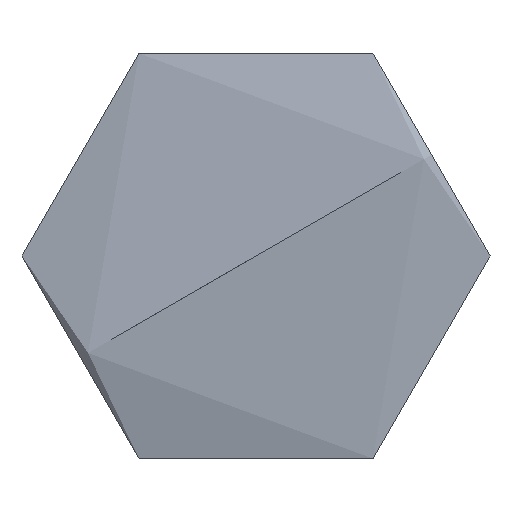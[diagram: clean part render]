
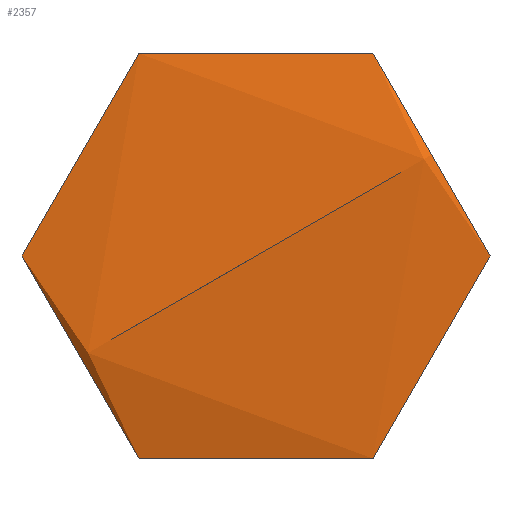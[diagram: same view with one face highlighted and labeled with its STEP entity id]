
A CAD part, left-side view. The second image highlights one B-rep face of the part: STEP entity #2357.
In plain terms, the highlighted free-form (B-spline) face has degree [1, 2] with [2, 9] control points.
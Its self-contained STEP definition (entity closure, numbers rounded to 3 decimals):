
#1859 = VERTEX_POINT('',#1860);
#1860 = CARTESIAN_POINT('',(35.,3.992,20.207));
#1865 = EDGE_CURVE('',#1866,#1859,#1868,.T.);
#1866 = VERTEX_POINT('',#1867);
#1867 = CARTESIAN_POINT('',(35.,3.992,-20.207));
#1868 = ( BOUNDED_CURVE() B_SPLINE_CURVE(2,(#1869,#1870,#1871),
.UNSPECIFIED.,.F.,.F.) B_SPLINE_CURVE_WITH_KNOTS((3,3),(
0.015,4.11),.PIECEWISE_BEZIER_KNOTS.) CURVE() 
GEOMETRIC_REPRESENTATION_ITEM() RATIONAL_B_SPLINE_CURVE((1.001,
1.156,1.001)) REPRESENTATION_ITEM('') );
#1869 = CARTESIAN_POINT('',(35.,3.992,-20.207));
#1870 = CARTESIAN_POINT('',(35.,-1.841,0.));
#1871 = CARTESIAN_POINT('',(35.,3.992,20.207));
#1895 = EDGE_CURVE('',#1896,#1866,#1898,.T.);
#1896 = VERTEX_POINT('',#1897);
#1897 = CARTESIAN_POINT('',(0.,3.992,
    -40.415));
#1898 = ( BOUNDED_CURVE() B_SPLINE_CURVE(2,(#1899,#1900,#1901),
.UNSPECIFIED.,.F.,.F.) B_SPLINE_CURVE_WITH_KNOTS((3,3),(
0.015,4.11),.PIECEWISE_BEZIER_KNOTS.) CURVE() 
GEOMETRIC_REPRESENTATION_ITEM() RATIONAL_B_SPLINE_CURVE((1.001,
1.156,1.001)) REPRESENTATION_ITEM('') );
#1899 = CARTESIAN_POINT('',(0.,3.992,
    -40.415));
#1900 = CARTESIAN_POINT('',(17.5,-1.841,
    -30.311));
#1901 = CARTESIAN_POINT('',(35.,3.992,-20.207));
#1925 = EDGE_CURVE('',#1926,#1896,#1928,.T.);
#1926 = VERTEX_POINT('',#1927);
#1927 = CARTESIAN_POINT('',(-35.,3.992,-20.207));
#1928 = ( BOUNDED_CURVE() B_SPLINE_CURVE(2,(#1929,#1930,#1931),
.UNSPECIFIED.,.F.,.F.) B_SPLINE_CURVE_WITH_KNOTS((3,3),(
0.015,4.11),.PIECEWISE_BEZIER_KNOTS.) CURVE() 
GEOMETRIC_REPRESENTATION_ITEM() RATIONAL_B_SPLINE_CURVE((1.001,
1.156,1.001)) REPRESENTATION_ITEM('') );
#1929 = CARTESIAN_POINT('',(-35.,3.992,-20.207));
#1930 = CARTESIAN_POINT('',(-17.5,-1.841,
    -30.311));
#1931 = CARTESIAN_POINT('',(0.,3.992,
    -40.415));
#1955 = VERTEX_POINT('',#1956);
#1956 = CARTESIAN_POINT('',(0.,3.992,
    40.415));
#1961 = EDGE_CURVE('',#1859,#1955,#1962,.T.);
#1962 = ( BOUNDED_CURVE() B_SPLINE_CURVE(2,(#1963,#1964,#1965),
.UNSPECIFIED.,.F.,.F.) B_SPLINE_CURVE_WITH_KNOTS((3,3),(
0.015,4.11),.PIECEWISE_BEZIER_KNOTS.) CURVE() 
GEOMETRIC_REPRESENTATION_ITEM() RATIONAL_B_SPLINE_CURVE((1.001,
1.156,1.001)) REPRESENTATION_ITEM('') );
#1963 = CARTESIAN_POINT('',(35.,3.992,20.207));
#1964 = CARTESIAN_POINT('',(17.5,-1.841,
    30.311));
#1965 = CARTESIAN_POINT('',(0.,3.992,
    40.415));
#1985 = EDGE_CURVE('',#1986,#1926,#1988,.T.);
#1986 = VERTEX_POINT('',#1987);
#1987 = CARTESIAN_POINT('',(-35.,0.866,
    0.));
#1988 = ( BOUNDED_CURVE() B_SPLINE_CURVE(2,(#1989,#1990,#1991),
.UNSPECIFIED.,.F.,.F.) B_SPLINE_CURVE_WITH_KNOTS((3,3),(2.062,
4.11),.PIECEWISE_BEZIER_KNOTS.) CURVE() 
GEOMETRIC_REPRESENTATION_ITEM() RATIONAL_B_SPLINE_CURVE((1.079,
1.079,1.001)) REPRESENTATION_ITEM('') );
#1989 = CARTESIAN_POINT('',(-35.,0.866,0.));
#1990 = CARTESIAN_POINT('',(-35.,0.866,-9.378));
#1991 = CARTESIAN_POINT('',(-35.,3.992,-20.207));
#1993 = EDGE_CURVE('',#1994,#1986,#1996,.T.);
#1994 = VERTEX_POINT('',#1995);
#1995 = CARTESIAN_POINT('',(-35.,3.992,20.207));
#1996 = ( BOUNDED_CURVE() B_SPLINE_CURVE(2,(#1997,#1998,#1999),
.UNSPECIFIED.,.F.,.F.) B_SPLINE_CURVE_WITH_KNOTS((3,3),(
0.015,2.062),.PIECEWISE_BEZIER_KNOTS.) CURVE() 
GEOMETRIC_REPRESENTATION_ITEM() RATIONAL_B_SPLINE_CURVE((1.001,
1.079,1.079)) REPRESENTATION_ITEM('') );
#1997 = CARTESIAN_POINT('',(-35.,3.992,20.207));
#1998 = CARTESIAN_POINT('',(-35.,0.866,9.378));
#1999 = CARTESIAN_POINT('',(-35.,0.866,0.));
#2029 = EDGE_CURVE('',#1955,#1994,#2030,.T.);
#2030 = ( BOUNDED_CURVE() B_SPLINE_CURVE(2,(#2031,#2032,#2033),
.UNSPECIFIED.,.F.,.F.) B_SPLINE_CURVE_WITH_KNOTS((3,3),(
0.015,4.11),.PIECEWISE_BEZIER_KNOTS.) CURVE() 
GEOMETRIC_REPRESENTATION_ITEM() RATIONAL_B_SPLINE_CURVE((1.001,
1.156,1.001)) REPRESENTATION_ITEM('') );
#2031 = CARTESIAN_POINT('',(0.,3.992,
    40.415));
#2032 = CARTESIAN_POINT('',(-17.5,-1.841,
    30.311));
#2033 = CARTESIAN_POINT('',(-35.,3.992,20.207));
#2357 = ADVANCED_FACE('',(#2358),#2393,.T.);
#2358 = FACE_BOUND('',#2359,.T.);
#2359 = EDGE_LOOP('',(#2360,#2372,#2380,#2385,#2386,#2387,#2388,#2389,
    #2390,#2391,#2392));
#2360 = ORIENTED_EDGE('',*,*,#2361,.F.);
#2361 = EDGE_CURVE('',#2362,#2364,#2366,.T.);
#2362 = VERTEX_POINT('',#2363);
#2363 = CARTESIAN_POINT('',(33.5,0.,0.));
#2364 = VERTEX_POINT('',#2365);
#2365 = CARTESIAN_POINT('',(-33.5,0.,0.));
#2366 = ( BOUNDED_CURVE() B_SPLINE_CURVE(2,(#2367,#2368,#2369,#2370,
#2371),.UNSPECIFIED.,.F.,.F.) B_SPLINE_CURVE_WITH_KNOTS((3,2,3),(0.,
1.571,3.142),.UNSPECIFIED.) CURVE() 
GEOMETRIC_REPRESENTATION_ITEM() RATIONAL_B_SPLINE_CURVE((1.,
0.707,1.,0.707,1.)) REPRESENTATION_ITEM('') );
#2367 = CARTESIAN_POINT('',(33.5,0.,0.));
#2368 = CARTESIAN_POINT('',(33.5,0.,33.5));
#2369 = CARTESIAN_POINT('',(0.,0.,33.5)
  );
#2370 = CARTESIAN_POINT('',(-33.5,0.,33.5));
#2371 = CARTESIAN_POINT('',(-33.5,0.,0.)
  );
#2372 = ORIENTED_EDGE('',*,*,#2373,.F.);
#2373 = EDGE_CURVE('',#2364,#2362,#2374,.T.);
#2374 = ( BOUNDED_CURVE() B_SPLINE_CURVE(2,(#2375,#2376,#2377,#2378,
#2379),.UNSPECIFIED.,.F.,.F.) B_SPLINE_CURVE_WITH_KNOTS((3,2,3),(
    3.142,4.712,6.283),
.PIECEWISE_BEZIER_KNOTS.) CURVE() GEOMETRIC_REPRESENTATION_ITEM() 
RATIONAL_B_SPLINE_CURVE((1.,0.707,1.,0.707,1.)) 
REPRESENTATION_ITEM('') );
#2375 = CARTESIAN_POINT('',(-33.5,0.,0.)
  );
#2376 = CARTESIAN_POINT('',(-33.5,0.,-33.5));
#2377 = CARTESIAN_POINT('',(0.,0.,-33.5
    ));
#2378 = CARTESIAN_POINT('',(33.5,0.,-33.5));
#2379 = CARTESIAN_POINT('',(33.5,0.,0.)
  );
#2380 = ORIENTED_EDGE('',*,*,#2381,.T.);
#2381 = EDGE_CURVE('',#2364,#1986,#2382,.T.);
#2382 = B_SPLINE_CURVE_WITH_KNOTS('',1,(#2383,#2384),.UNSPECIFIED.,.F.,
  .F.,(2,2),(-0.109,-0.062),
  .PIECEWISE_BEZIER_KNOTS.);
#2383 = CARTESIAN_POINT('',(-33.5,0.,0.));
#2384 = CARTESIAN_POINT('',(-35.,0.866,
    0.));
#2385 = ORIENTED_EDGE('',*,*,#1985,.T.);
#2386 = ORIENTED_EDGE('',*,*,#1925,.T.);
#2387 = ORIENTED_EDGE('',*,*,#1895,.T.);
#2388 = ORIENTED_EDGE('',*,*,#1865,.T.);
#2389 = ORIENTED_EDGE('',*,*,#1961,.T.);
#2390 = ORIENTED_EDGE('',*,*,#2029,.T.);
#2391 = ORIENTED_EDGE('',*,*,#1993,.T.);
#2392 = ORIENTED_EDGE('',*,*,#2381,.F.);
#2393 = ( BOUNDED_SURFACE() B_SPLINE_SURFACE(1,2,(
    (#2394,#2395,#2396,#2397,#2398,#2399,#2400,#2401,#2402)
    ,(#2403,#2404,#2405,#2406,#2407,#2408,#2409,#2410,#2411
)),.UNSPECIFIED.,.F.,.T.,.F.) B_SPLINE_SURFACE_WITH_KNOTS((2,2),(1,2,2,2
    ,2,2,1),(-0.107,0.109),(-4.712,
    -3.142,-1.571,0.,1.571,3.142,
4.712),.UNSPECIFIED.) GEOMETRIC_REPRESENTATION_ITEM() 
RATIONAL_B_SPLINE_SURFACE((
    (1.,0.707,1.,0.707,1.,0.707,1.
      ,0.707,1.)
    ,(1.,0.707,1.,0.707,1.,0.707,1.
,0.707,1.))) REPRESENTATION_ITEM('') SURFACE() );
#2394 = CARTESIAN_POINT('',(-33.5,0.,0.));
#2395 = CARTESIAN_POINT('',(-33.5,0.,-33.5));
#2396 = CARTESIAN_POINT('',(0.,0.,-33.5));
#2397 = CARTESIAN_POINT('',(33.5,0.,-33.5));
#2398 = CARTESIAN_POINT('',(33.5,0.,0.));
#2399 = CARTESIAN_POINT('',(33.5,0.,33.5));
#2400 = CARTESIAN_POINT('',(0.,0.,33.5));
#2401 = CARTESIAN_POINT('',(-33.5,0.,33.5));
#2402 = CARTESIAN_POINT('',(-33.5,0.,0.));
#2403 = CARTESIAN_POINT('',(-40.415,3.992,0.));
#2404 = CARTESIAN_POINT('',(-40.415,3.992,
    -40.415));
#2405 = CARTESIAN_POINT('',(0.,3.992,-40.415));
#2406 = CARTESIAN_POINT('',(40.415,3.992,
    -40.415));
#2407 = CARTESIAN_POINT('',(40.415,3.992,0.));
#2408 = CARTESIAN_POINT('',(40.415,3.992,
    40.415));
#2409 = CARTESIAN_POINT('',(0.,3.992,40.415));
#2410 = CARTESIAN_POINT('',(-40.415,3.992,
    40.415));
#2411 = CARTESIAN_POINT('',(-40.415,3.992,0.));
